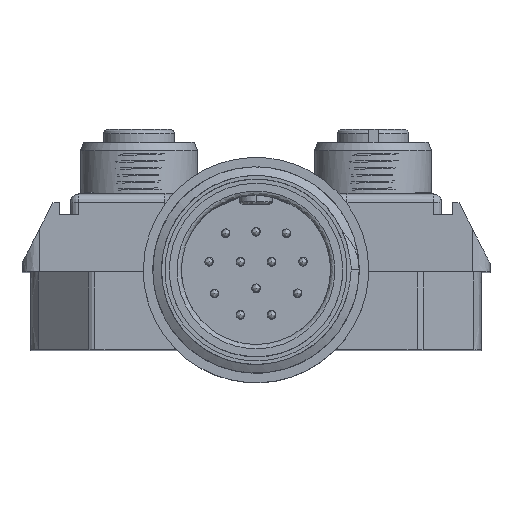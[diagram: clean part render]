
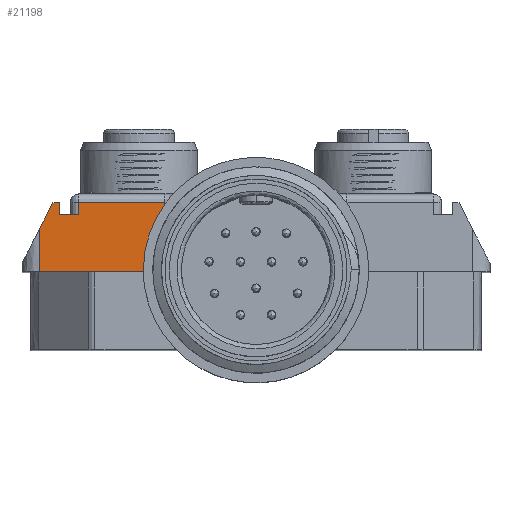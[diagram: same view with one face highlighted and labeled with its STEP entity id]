
A CAD part, top view. The second image highlights one B-rep face of the part: STEP entity #21198.
In plain terms, the highlighted free-form (B-spline) face has degree [1, 1] with [2, 2] control points.
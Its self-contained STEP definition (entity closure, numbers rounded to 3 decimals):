
#4290=CARTESIAN_POINT('',(-22.633,15.6,-34.));
#4291=VERTEX_POINT('',#4290);
#4297=CARTESIAN_POINT('',(-20.433,15.6,-34.));
#4298=VERTEX_POINT('',#4297);
#4299=CARTESIAN_POINT('',(-22.633,15.6,-34.));
#4300=CARTESIAN_POINT('',(-20.433,15.6,-34.));
#4301=B_SPLINE_CURVE_WITH_KNOTS('',1,(#4299,#4300),.POLYLINE_FORM.,.F.,.U.,(2,2),(0.,1.),.UNSPECIFIED.);
#4302=EDGE_CURVE('',#4291,#4298,#4301,.T.);
#4823=CARTESIAN_POINT('',(-23.433,17.,-34.));
#4824=VERTEX_POINT('',#4823);
#4830=CARTESIAN_POINT('',(-22.633,17.,-34.));
#4831=VERTEX_POINT('',#4830);
#4832=CARTESIAN_POINT('',(-23.433,17.,-34.));
#4833=CARTESIAN_POINT('',(-22.633,17.,-34.));
#4834=B_SPLINE_CURVE_WITH_KNOTS('',1,(#4832,#4833),.POLYLINE_FORM.,.F.,.U.,(2,2),(0.,1.),.UNSPECIFIED.);
#4835=EDGE_CURVE('',#4824,#4831,#4834,.T.);
#4935=CARTESIAN_POINT('',(-22.633,17.,-34.));
#4936=CARTESIAN_POINT('',(-22.633,15.6,-34.));
#4937=B_SPLINE_CURVE_WITH_KNOTS('',1,(#4935,#4936),.POLYLINE_FORM.,.F.,.U.,(2,2),(0.,1.),.UNSPECIFIED.);
#4938=EDGE_CURVE('',#4831,#4291,#4937,.T.);
#4989=CARTESIAN_POINT('',(-25.,13.925,-34.));
#4990=VERTEX_POINT('',#4989);
#5004=CARTESIAN_POINT('',(-25.,13.925,-34.));
#5005=CARTESIAN_POINT('',(-23.433,17.,-34.));
#5006=B_SPLINE_CURVE_WITH_KNOTS('',1,(#5004,#5005),.POLYLINE_FORM.,.F.,.U.,(2,2),(0.,1.),.UNSPECIFIED.);
#5007=EDGE_CURVE('',#4990,#4824,#5006,.T.);
#21023=CARTESIAN_POINT('',(-10.5,9.,-34.));
#21024=VERTEX_POINT('',#21023);
#21031=CARTESIAN_POINT('',(-25.,9.,-34.));
#21032=VERTEX_POINT('',#21031);
#21033=CARTESIAN_POINT('',(-10.5,9.,-34.));
#21034=CARTESIAN_POINT('',(-25.,9.,-34.));
#21035=B_SPLINE_CURVE_WITH_KNOTS('',1,(#21033,#21034),.POLYLINE_FORM.,.F.,.U.,(2,2),(0.,1.),.UNSPECIFIED.);
#21036=EDGE_CURVE('',#21024,#21032,#21035,.T.);
#21144=CARTESIAN_POINT('',(-10.5,17.,-34.));
#21145=VERTEX_POINT('',#21144);
#21153=CARTESIAN_POINT('',(-10.5,17.,-34.));
#21154=CARTESIAN_POINT('',(-10.5,9.,-34.));
#21155=B_SPLINE_CURVE_WITH_KNOTS('',1,(#21153,#21154),.POLYLINE_FORM.,.F.,.U.,(2,2),(0.,1.),.UNSPECIFIED.);
#21156=EDGE_CURVE('',#21145,#21024,#21155,.T.);
#21162=CARTESIAN_POINT('',(-35.867,-7.367,-34.));
#21163=CARTESIAN_POINT('',(-35.867,43.367,-34.));
#21164=CARTESIAN_POINT('',(14.867,-7.367,-34.));
#21165=CARTESIAN_POINT('',(14.867,43.367,-34.));
#21166=B_SPLINE_SURFACE_WITH_KNOTS('',1,1,((#21162,#21163),(#21164,#21165)),.PLANE_SURF.,.F.,.F.,.U.,(2,2),(2,2),(0.,1.),(0.,1.),.UNSPECIFIED.);
#21167=CARTESIAN_POINT('',(-20.433,17.,-34.));
#21168=VERTEX_POINT('',#21167);
#21169=CARTESIAN_POINT('',(-20.433,17.,-34.));
#21170=CARTESIAN_POINT('',(-20.433,16.533,-34.));
#21171=CARTESIAN_POINT('',(-20.433,16.067,-34.));
#21172=CARTESIAN_POINT('',(-20.433,15.6,-34.));
#21173=B_SPLINE_CURVE_WITH_KNOTS('',3,(#21169,#21170,#21171,#21172),.UNSPECIFIED.,.F.,.U.,(4,4),(0.,1.),.UNSPECIFIED.);
#21174=EDGE_CURVE('',#21168,#4298,#21173,.T.);
#21175=ORIENTED_EDGE('',*,*,#21174,.T.);
#21176=ORIENTED_EDGE('',*,*,#4302,.F.);
#21177=ORIENTED_EDGE('',*,*,#4938,.F.);
#21178=ORIENTED_EDGE('',*,*,#4835,.F.);
#21179=ORIENTED_EDGE('',*,*,#5007,.F.);
#21180=CARTESIAN_POINT('',(-25.,13.925,-34.));
#21181=CARTESIAN_POINT('',(-25.,12.283,-34.));
#21182=CARTESIAN_POINT('',(-25.,10.642,-34.));
#21183=CARTESIAN_POINT('',(-25.,9.,-34.));
#21184=B_SPLINE_CURVE_WITH_KNOTS('',3,(#21180,#21181,#21182,#21183),.UNSPECIFIED.,.F.,.U.,(4,4),(0.,1.),.UNSPECIFIED.);
#21185=EDGE_CURVE('',#4990,#21032,#21184,.T.);
#21186=ORIENTED_EDGE('',*,*,#21185,.T.);
#21187=ORIENTED_EDGE('',*,*,#21036,.F.);
#21188=ORIENTED_EDGE('',*,*,#21156,.F.);
#21189=CARTESIAN_POINT('',(-10.5,17.,-34.));
#21190=CARTESIAN_POINT('',(-13.811,17.,-34.));
#21191=CARTESIAN_POINT('',(-17.122,17.,-34.));
#21192=CARTESIAN_POINT('',(-20.433,17.,-34.));
#21193=B_SPLINE_CURVE_WITH_KNOTS('',3,(#21189,#21190,#21191,#21192),.UNSPECIFIED.,.F.,.U.,(4,4),(0.,1.),.UNSPECIFIED.);
#21194=EDGE_CURVE('',#21145,#21168,#21193,.T.);
#21195=ORIENTED_EDGE('',*,*,#21194,.T.);
#21196=EDGE_LOOP('',(#21175,#21176,#21177,#21178,#21179,#21186,#21187,#21188,#21195));
#21197=FACE_OUTER_BOUND('',#21196,.T.);
#21198=ADVANCED_FACE('',(#21197),#21166,.T.);
